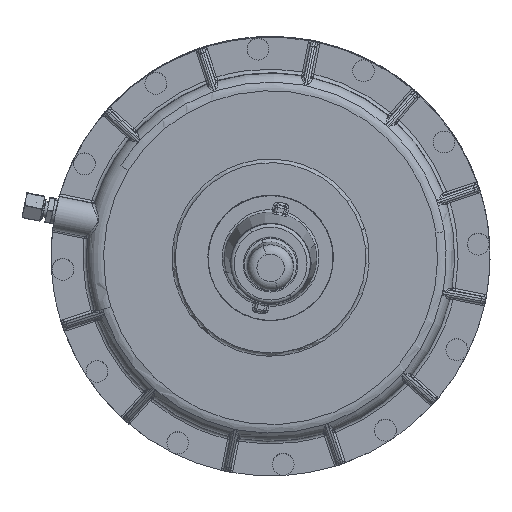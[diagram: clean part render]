
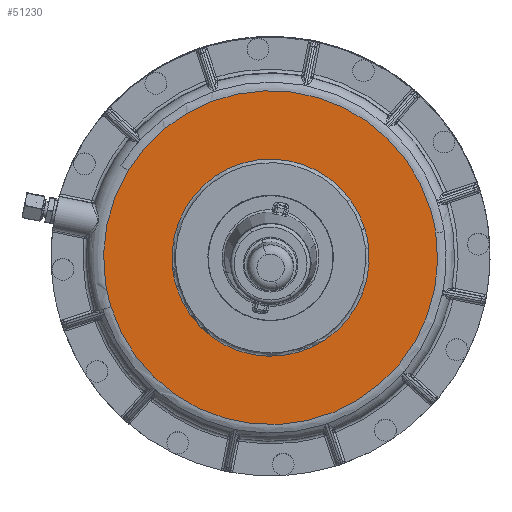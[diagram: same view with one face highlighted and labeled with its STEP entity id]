
A CAD part, top view. The second image highlights one B-rep face of the part: STEP entity #51230.
In plain terms, the highlighted face is planar.
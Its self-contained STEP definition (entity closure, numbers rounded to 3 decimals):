
#43725=CARTESIAN_POINT('Vertex',(4.588,146.428,286.5)) ;
#43841=CARTESIAN_POINT('Vertex',(-97.637,-109.221,286.5)) ;
#43844=CARTESIAN_POINT('Axis2P3D Location',(0.,0.,286.5)) ;
#43848=CARTESIAN_POINT('Vertex',(-17.481,145.453,286.5)) ;
#43851=CARTESIAN_POINT('Axis2P3D Location',(0.,0.,286.5)) ;
#46881=CARTESIAN_POINT('Axis2P3D Location',(0.,0.,286.5)) ;
#46885=CARTESIAN_POINT('Vertex',(17.481,-145.453,286.5)) ;
#50376=CARTESIAN_POINT('Axis2P3D Location',(0.,0.,286.5)) ;
#50380=CARTESIAN_POINT('Vertex',(-4.588,-146.428,286.5)) ;
#50383=CARTESIAN_POINT('Axis2P3D Location',(0.,0.,286.5)) ;
#51158=CARTESIAN_POINT('Axis2P3D Location',(32.116,80.317,286.5)) ;
#51171=CARTESIAN_POINT('Control Point',(10.322,-85.882,286.5)) ;
#51172=CARTESIAN_POINT('Control Point',(18.464,-84.903,286.5)) ;
#51173=CARTESIAN_POINT('Control Point',(26.49,-82.96,286.5)) ;
#51174=CARTESIAN_POINT('Control Point',(34.25,-80.069,286.5)) ;
#51175=CARTESIAN_POINT('Control Point',(48.933,-72.505,286.5)) ;
#51176=CARTESIAN_POINT('Control Point',(61.44,-61.718,286.5)) ;
#51177=CARTESIAN_POINT('Control Point',(67.025,-55.603,286.5)) ;
#51178=CARTESIAN_POINT('Control Point',(76.635,-42.171,286.5)) ;
#51179=CARTESIAN_POINT('Control Point',(82.84,-26.864,286.5)) ;
#51180=CARTESIAN_POINT('Control Point',(85.017,-18.874,286.5)) ;
#51181=CARTESIAN_POINT('Control Point',(87.435,-2.536,286.5)) ;
#51182=CARTESIAN_POINT('Control Point',(85.968,13.915,286.5)) ;
#51183=CARTESIAN_POINT('Control Point',(84.257,22.018,286.5)) ;
#51184=CARTESIAN_POINT('Control Point',(78.95,37.659,286.5)) ;
#51185=CARTESIAN_POINT('Control Point',(70.135,51.625,286.5)) ;
#51186=CARTESIAN_POINT('Control Point',(64.914,58.054,286.5)) ;
#51187=CARTESIAN_POINT('Control Point',(53.052,69.547,286.5)) ;
#51188=CARTESIAN_POINT('Control Point',(38.833,77.949,286.5)) ;
#51189=CARTESIAN_POINT('Control Point',(31.253,81.285,286.5)) ;
#51190=CARTESIAN_POINT('Control Point',(18.4,85.199,286.5)) ;
#51191=CARTESIAN_POINT('Control Point',(5.093,86.58,286.5)) ;
#51192=CARTESIAN_POINT('Control Point',(-0.066,86.73,286.5)) ;
#51193=CARTESIAN_POINT('Control Point',(-5.217,86.496,286.5)) ;
#51194=CARTESIAN_POINT('Control Point',(-10.322,85.882,286.5)) ;
#51195=CARTESIAN_POINT('Vertex',(10.322,-85.882,286.5)) ;
#51197=CARTESIAN_POINT('Vertex',(-10.322,85.882,286.5)) ;
#51201=CARTESIAN_POINT('Control Point',(-10.322,85.882,286.5)) ;
#51202=CARTESIAN_POINT('Control Point',(-18.464,84.903,286.5)) ;
#51203=CARTESIAN_POINT('Control Point',(-26.49,82.96,286.5)) ;
#51204=CARTESIAN_POINT('Control Point',(-34.25,80.069,286.5)) ;
#51205=CARTESIAN_POINT('Control Point',(-48.933,72.505,286.5)) ;
#51206=CARTESIAN_POINT('Control Point',(-61.44,61.718,286.5)) ;
#51207=CARTESIAN_POINT('Control Point',(-67.025,55.603,286.5)) ;
#51208=CARTESIAN_POINT('Control Point',(-76.635,42.171,286.5)) ;
#51209=CARTESIAN_POINT('Control Point',(-82.84,26.864,286.5)) ;
#51210=CARTESIAN_POINT('Control Point',(-85.017,18.874,286.5)) ;
#51211=CARTESIAN_POINT('Control Point',(-87.435,2.536,286.5)) ;
#51212=CARTESIAN_POINT('Control Point',(-85.968,-13.915,286.5)) ;
#51213=CARTESIAN_POINT('Control Point',(-84.257,-22.018,286.5)) ;
#51214=CARTESIAN_POINT('Control Point',(-78.95,-37.659,286.5)) ;
#51215=CARTESIAN_POINT('Control Point',(-70.135,-51.625,286.5)) ;
#51216=CARTESIAN_POINT('Control Point',(-64.914,-58.054,286.5)) ;
#51217=CARTESIAN_POINT('Control Point',(-53.052,-69.547,286.5)) ;
#51218=CARTESIAN_POINT('Control Point',(-38.833,-77.949,286.5)) ;
#51219=CARTESIAN_POINT('Control Point',(-31.253,-81.285,286.5)) ;
#51220=CARTESIAN_POINT('Control Point',(-18.4,-85.199,286.5)) ;
#51221=CARTESIAN_POINT('Control Point',(-5.093,-86.58,286.5)) ;
#51222=CARTESIAN_POINT('Control Point',(0.066,-86.73,286.5)) ;
#51223=CARTESIAN_POINT('Control Point',(5.217,-86.496,286.5)) ;
#51224=CARTESIAN_POINT('Control Point',(10.322,-85.882,286.5)) ;
#43845=DIRECTION('Axis2P3D Direction',(0.,0.,1.)) ;
#43852=DIRECTION('Axis2P3D Direction',(0.,0.,1.)) ;
#46882=DIRECTION('Axis2P3D Direction',(0.,0.,1.)) ;
#50377=DIRECTION('Axis2P3D Direction',(0.,0.,1.)) ;
#50384=DIRECTION('Axis2P3D Direction',(0.,0.,1.)) ;
#51159=DIRECTION('Axis2P3D Direction',(0.,0.,1.)) ;
#51160=DIRECTION('Axis2P3D XDirection',(0.371,0.929,0.)) ;
#43846=AXIS2_PLACEMENT_3D('Circle Axis2P3D',#43844,#43845,$) ;
#43853=AXIS2_PLACEMENT_3D('Circle Axis2P3D',#43851,#43852,$) ;
#46883=AXIS2_PLACEMENT_3D('Circle Axis2P3D',#46881,#46882,$) ;
#50378=AXIS2_PLACEMENT_3D('Circle Axis2P3D',#50376,#50377,$) ;
#50385=AXIS2_PLACEMENT_3D('Circle Axis2P3D',#50383,#50384,$) ;
#51161=AXIS2_PLACEMENT_3D('Plane Axis2P3D',#51158,#51159,#51160) ;
#51164=ORIENTED_EDGE('',*,*,#50382,.T.) ;
#51165=ORIENTED_EDGE('',*,*,#46887,.T.) ;
#51166=ORIENTED_EDGE('',*,*,#43855,.T.) ;
#51167=ORIENTED_EDGE('',*,*,#43850,.T.) ;
#51168=ORIENTED_EDGE('',*,*,#50387,.T.) ;
#51227=ORIENTED_EDGE('',*,*,#51199,.F.) ;
#51228=ORIENTED_EDGE('',*,*,#51225,.F.) ;
#51229=FACE_BOUND('',#51226,.T.) ;
#51230=ADVANCED_FACE('Brep With Voids',(#51169,#51229),#51162,.T.) ;
#51170=B_SPLINE_CURVE_WITH_KNOTS('',5,(#51171,#51172,#51173,#51174,#51175,#51176,#51177,#51178,#51179,#51180,#51181,#51182,#51183,#51184,#51185,#51186,#51187,#51188,#51189,#51190,#51191,#51192,#51193,#51194),.UNSPECIFIED.,.F.,.U.,(6,3,3,3,3,3,3,6),(0.,58.118,116.236,174.353,232.471,290.589,348.707,385.145),.UNSPECIFIED.) ;
#51200=B_SPLINE_CURVE_WITH_KNOTS('',5,(#51201,#51202,#51203,#51204,#51205,#51206,#51207,#51208,#51209,#51210,#51211,#51212,#51213,#51214,#51215,#51216,#51217,#51218,#51219,#51220,#51221,#51222,#51223,#51224),.UNSPECIFIED.,.F.,.U.,(6,3,3,3,3,3,3,6),(0.,58.118,116.236,174.353,232.471,290.589,348.707,385.145),.UNSPECIFIED.) ;
#43847=CIRCLE('generated circle',#43846,146.5) ;
#43854=CIRCLE('generated circle',#43853,146.5) ;
#46884=CIRCLE('generated circle',#46883,146.5) ;
#50379=CIRCLE('generated circle',#50378,146.5) ;
#50386=CIRCLE('generated circle',#50385,146.5) ;
#43850=EDGE_CURVE('',#43849,#43842,#43847,.T.) ;
#43855=EDGE_CURVE('',#43726,#43849,#43854,.T.) ;
#46887=EDGE_CURVE('',#46886,#43726,#46884,.T.) ;
#50382=EDGE_CURVE('',#50381,#46886,#50379,.T.) ;
#50387=EDGE_CURVE('',#43842,#50381,#50386,.T.) ;
#51199=EDGE_CURVE('',#51196,#51198,#51170,.T.) ;
#51225=EDGE_CURVE('',#51198,#51196,#51200,.T.) ;
#51163=EDGE_LOOP('',(#51164,#51165,#51166,#51167,#51168)) ;
#51226=EDGE_LOOP('',(#51227,#51228)) ;
#51169=FACE_OUTER_BOUND('',#51163,.T.) ;
#51162=PLANE('',#51161) ;
#43726=VERTEX_POINT('',#43725) ;
#43842=VERTEX_POINT('',#43841) ;
#43849=VERTEX_POINT('',#43848) ;
#46886=VERTEX_POINT('',#46885) ;
#50381=VERTEX_POINT('',#50380) ;
#51196=VERTEX_POINT('',#51195) ;
#51198=VERTEX_POINT('',#51197) ;
